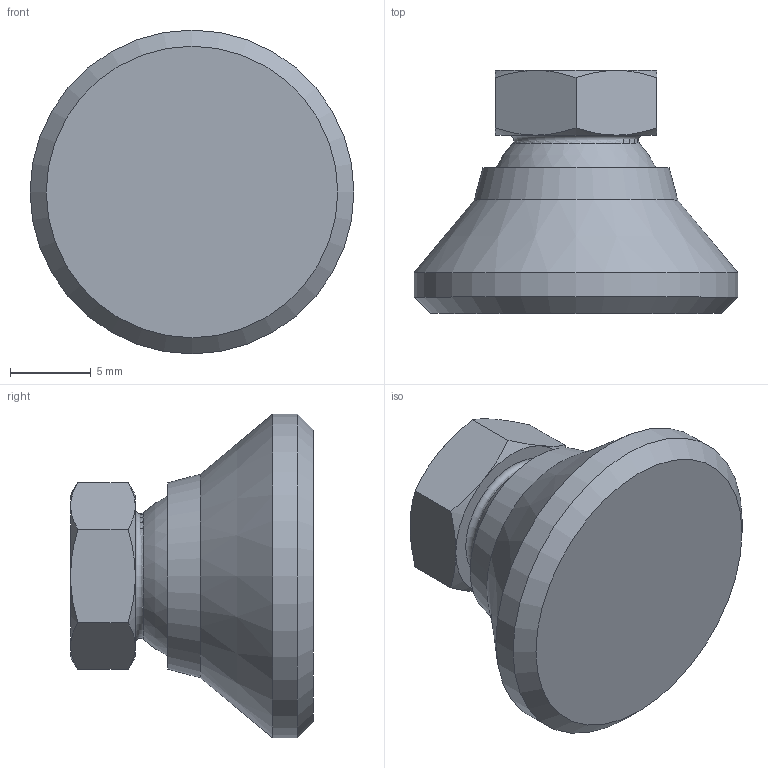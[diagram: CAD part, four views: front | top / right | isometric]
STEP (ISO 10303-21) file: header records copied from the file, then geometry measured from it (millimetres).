
FILE_DESCRIPTION( ( 'STEP AP214' ), '1' );
FILE_NAME( 'K0395.506_0.stp', '2020-12-07T10:25:24', ( '' ), ( '' ), ' ', 'PARTsolutions', ' ' );
FILE_SCHEMA( ( 'AUTOMOTIVE_DESIGN { 1 0 10303 214 1 1 1 1 }' ) );
Length unit declared in the file: millimetre
Products named in the file (1): _K0395.506_0
Bounding box: 20 x 15 x 20 mm (x, y, z)
Volume: 2060.6 mm3; surface area: 1840.1 mm2
Topology: 1 solids, 2 shells, 44 faces, 133 edges, 82 vertices
Faces by surface type: cone 20, plane 17, cylinder 4, sphere 2, torus 1
Full cylindrical faces by diameter (mm): 4.917 x1, 10.5 x1, 11 x1, 20 x1
Entity records: 1838 total; most frequent: CARTESIAN_POINT 389, DIRECTION 222, ORIENTED_EDGE 222, EDGE_CURVE 111, AXIS2_PLACEMENT_3D 102, VERTEX_POINT 77, EDGE_LOOP 60, CIRCLE 57
